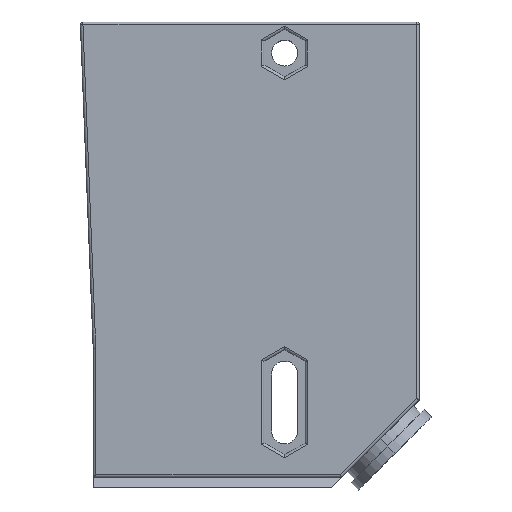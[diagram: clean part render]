
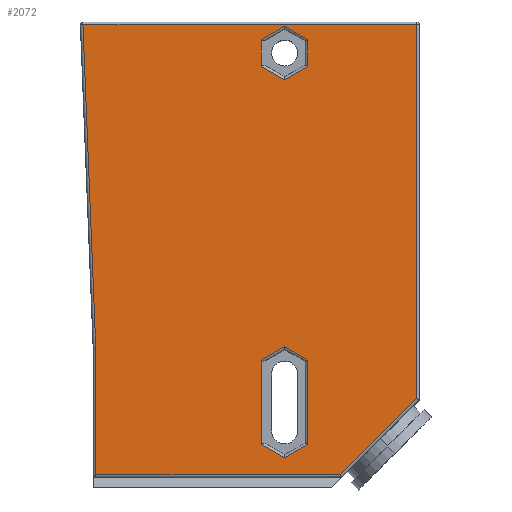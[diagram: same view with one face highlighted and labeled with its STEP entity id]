
A CAD part, top view. The second image highlights one B-rep face of the part: STEP entity #2072.
In plain terms, the highlighted planar face has unit normal (0, 0, 1).
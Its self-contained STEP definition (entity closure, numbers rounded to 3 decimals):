
#56=DIRECTION('',(0.,-1.,0.));
#57=VECTOR('',#56,5.196);
#58=CARTESIAN_POINT('',(11.25,40.598,12.9));
#59=LINE('',#58,#57);
#64=DIRECTION('',(0.866,-0.5,0.));
#65=VECTOR('',#64,5.196);
#66=CARTESIAN_POINT('',(6.75,43.196,12.9));
#67=LINE('',#66,#65);
#71=DIRECTION('',(0.866,0.5,0.));
#72=VECTOR('',#71,5.196);
#73=CARTESIAN_POINT('',(2.25,40.598,12.9));
#74=LINE('',#73,#72);
#78=DIRECTION('',(0.,1.,0.));
#79=VECTOR('',#78,5.196);
#80=CARTESIAN_POINT('',(2.25,35.402,12.9));
#81=LINE('',#80,#79);
#85=DIRECTION('',(-0.866,0.5,0.));
#86=VECTOR('',#85,5.196);
#87=CARTESIAN_POINT('',(6.75,32.804,12.9));
#88=LINE('',#87,#86);
#92=DIRECTION('',(-0.866,-0.5,0.));
#93=VECTOR('',#92,5.196);
#94=CARTESIAN_POINT('',(11.25,35.402,12.9));
#95=LINE('',#94,#93);
#99=DIRECTION('',(0.866,-0.5,0.));
#100=VECTOR('',#99,5.196);
#101=CARTESIAN_POINT('',(6.75,-18.714,12.9));
#102=LINE('',#101,#100);
#106=DIRECTION('',(0.866,0.5,0.));
#107=VECTOR('',#106,5.196);
#108=CARTESIAN_POINT('',(2.25,-21.312,12.9));
#109=LINE('',#108,#107);
#113=DIRECTION('',(0.,1.,0.));
#114=VECTOR('',#113,16.286);
#115=CARTESIAN_POINT('',(2.25,-37.598,12.9));
#116=LINE('',#115,#114);
#120=DIRECTION('',(-0.866,0.5,0.));
#121=VECTOR('',#120,5.196);
#122=CARTESIAN_POINT('',(6.75,-40.196,12.9));
#123=LINE('',#122,#121);
#127=DIRECTION('',(-0.866,-0.5,0.));
#128=VECTOR('',#127,5.196);
#129=CARTESIAN_POINT('',(11.25,-37.598,12.9));
#130=LINE('',#129,#128);
#134=DIRECTION('',(0.,-1.,0.));
#135=VECTOR('',#134,16.286);
#136=CARTESIAN_POINT('',(11.25,-21.312,12.9));
#137=LINE('',#136,#135);
#141=DIRECTION('',(-1.,0.,0.));
#142=VECTOR('',#141,64.48);
#143=CARTESIAN_POINT('',(32.25,43.5,12.9));
#144=LINE('',#143,#142);
#148=DIRECTION('',(0.,1.,0.));
#149=VECTOR('',#148,72.293);
#150=CARTESIAN_POINT('',(32.25,-28.793,12.9));
#151=LINE('',#150,#149);
#155=DIRECTION('',(0.707,0.707,0.));
#156=VECTOR('',#155,20.799);
#157=CARTESIAN_POINT('',(17.543,-43.5,12.9));
#158=LINE('',#157,#156);
#162=DIRECTION('',(1.,0.,0.));
#163=VECTOR('',#162,47.293);
#164=CARTESIAN_POINT('',(-29.75,-43.5,12.9));
#165=LINE('',#164,#163);
#169=DIRECTION('',(0.,-1.,0.));
#170=VECTOR('',#169,24.51);
#171=CARTESIAN_POINT('',(-29.75,-18.99,12.9));
#172=LINE('',#171,#170);
#176=DIRECTION('',(0.04,-0.999,0.));
#177=VECTOR('',#176,62.539);
#178=CARTESIAN_POINT('',(-32.23,43.5,12.9));
#179=LINE('',#178,#177);
#1841=CARTESIAN_POINT('',(11.25,40.598,12.9));
#1842=CARTESIAN_POINT('',(11.25,35.402,12.9));
#1843=VERTEX_POINT('',#1841);
#1844=VERTEX_POINT('',#1842);
#1847=CARTESIAN_POINT('',(6.75,43.196,12.9));
#1848=VERTEX_POINT('',#1847);
#1849=CARTESIAN_POINT('',(2.25,40.598,12.9));
#1850=VERTEX_POINT('',#1849);
#1853=CARTESIAN_POINT('',(2.25,35.402,12.9));
#1854=VERTEX_POINT('',#1853);
#1857=CARTESIAN_POINT('',(6.75,32.804,12.9));
#1858=VERTEX_POINT('',#1857);
#1905=CARTESIAN_POINT('',(6.75,-18.714,12.9));
#1906=CARTESIAN_POINT('',(11.25,-21.312,12.9));
#1907=VERTEX_POINT('',#1905);
#1908=VERTEX_POINT('',#1906);
#1909=CARTESIAN_POINT('',(11.25,-37.598,12.9));
#1910=VERTEX_POINT('',#1909);
#1913=CARTESIAN_POINT('',(6.75,-40.196,12.9));
#1914=VERTEX_POINT('',#1913);
#1917=CARTESIAN_POINT('',(2.25,-37.598,12.9));
#1918=VERTEX_POINT('',#1917);
#1921=CARTESIAN_POINT('',(2.25,-21.312,12.9));
#1922=VERTEX_POINT('',#1921);
#1973=CARTESIAN_POINT('',(32.25,43.5,12.9));
#1974=CARTESIAN_POINT('',(-32.23,43.5,12.9));
#1975=VERTEX_POINT('',#1973);
#1976=VERTEX_POINT('',#1974);
#1995=CARTESIAN_POINT('',(32.25,-28.793,12.9));
#1996=VERTEX_POINT('',#1995);
#1999=CARTESIAN_POINT('',(17.543,-43.5,12.9));
#2000=VERTEX_POINT('',#1999);
#2003=CARTESIAN_POINT('',(-29.75,-43.5,12.9));
#2004=VERTEX_POINT('',#2003);
#2005=CARTESIAN_POINT('',(-29.75,-18.99,12.9));
#2006=VERTEX_POINT('',#2005);
#2025=CARTESIAN_POINT('',(0.,0.,12.9));
#2026=DIRECTION('',(0.,0.,1.));
#2027=DIRECTION('',(1.,0.,0.));
#2028=AXIS2_PLACEMENT_3D('',#2025,#2026,#2027);
#2029=PLANE('',#2028);
#2031=ORIENTED_EDGE('',*,*,#2030,.F.);
#2033=ORIENTED_EDGE('',*,*,#2032,.F.);
#2035=ORIENTED_EDGE('',*,*,#2034,.F.);
#2037=ORIENTED_EDGE('',*,*,#2036,.F.);
#2039=ORIENTED_EDGE('',*,*,#2038,.F.);
#2041=ORIENTED_EDGE('',*,*,#2040,.F.);
#2042=EDGE_LOOP('',(#2031,#2033,#2035,#2037,#2039,#2041));
#2043=FACE_OUTER_BOUND('',#2042,.F.);
#2045=ORIENTED_EDGE('',*,*,#2044,.F.);
#2047=ORIENTED_EDGE('',*,*,#2046,.F.);
#2049=ORIENTED_EDGE('',*,*,#2048,.F.);
#2051=ORIENTED_EDGE('',*,*,#2050,.F.);
#2053=ORIENTED_EDGE('',*,*,#2052,.F.);
#2055=ORIENTED_EDGE('',*,*,#2054,.F.);
#2056=EDGE_LOOP('',(#2045,#2047,#2049,#2051,#2053,#2055));
#2057=FACE_BOUND('',#2056,.F.);
#2059=ORIENTED_EDGE('',*,*,#2058,.F.);
#2061=ORIENTED_EDGE('',*,*,#2060,.F.);
#2063=ORIENTED_EDGE('',*,*,#2062,.F.);
#2065=ORIENTED_EDGE('',*,*,#2064,.F.);
#2067=ORIENTED_EDGE('',*,*,#2066,.F.);
#2069=ORIENTED_EDGE('',*,*,#2068,.F.);
#2070=EDGE_LOOP('',(#2059,#2061,#2063,#2065,#2067,#2069));
#2071=FACE_BOUND('',#2070,.F.);
#2072=ADVANCED_FACE('',(#2043,#2057,#2071),#2029,.T.);
#2030=EDGE_CURVE('',#1975,#1976,#144,.T.);
#2032=EDGE_CURVE('',#1996,#1975,#151,.T.);
#2034=EDGE_CURVE('',#2000,#1996,#158,.T.);
#2036=EDGE_CURVE('',#2004,#2000,#165,.T.);
#2038=EDGE_CURVE('',#2006,#2004,#172,.T.);
#2040=EDGE_CURVE('',#1976,#2006,#179,.T.);
#2044=EDGE_CURVE('',#1843,#1844,#59,.T.);
#2046=EDGE_CURVE('',#1848,#1843,#67,.T.);
#2048=EDGE_CURVE('',#1850,#1848,#74,.T.);
#2050=EDGE_CURVE('',#1854,#1850,#81,.T.);
#2052=EDGE_CURVE('',#1858,#1854,#88,.T.);
#2054=EDGE_CURVE('',#1844,#1858,#95,.T.);
#2058=EDGE_CURVE('',#1907,#1908,#102,.T.);
#2060=EDGE_CURVE('',#1922,#1907,#109,.T.);
#2062=EDGE_CURVE('',#1918,#1922,#116,.T.);
#2064=EDGE_CURVE('',#1914,#1918,#123,.T.);
#2066=EDGE_CURVE('',#1910,#1914,#130,.T.);
#2068=EDGE_CURVE('',#1908,#1910,#137,.T.);
